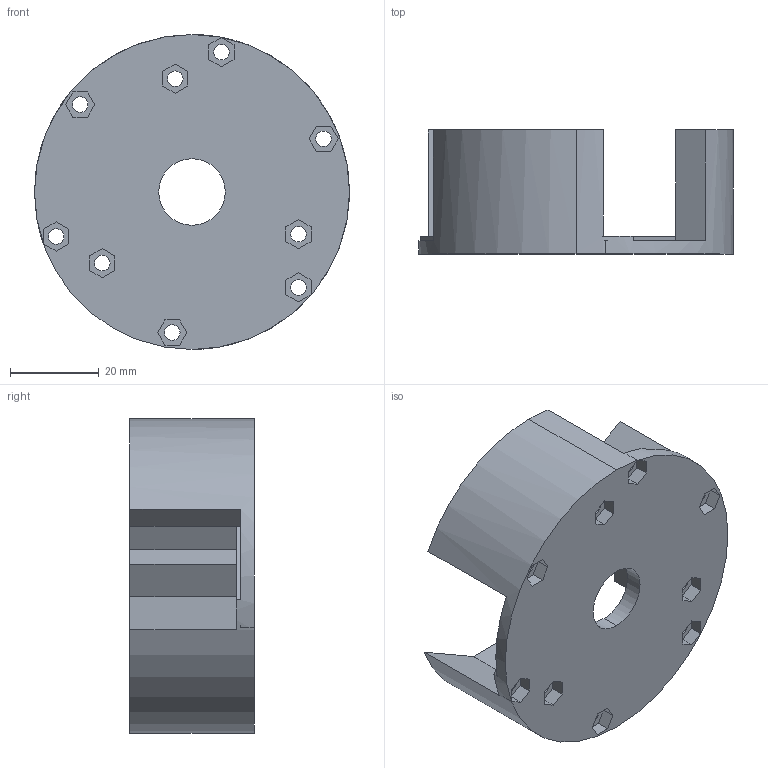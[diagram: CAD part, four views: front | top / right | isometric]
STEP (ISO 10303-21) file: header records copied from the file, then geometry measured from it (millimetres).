
FILE_DESCRIPTION (( 'STEP AP203' ), '1' );
FILE_NAME ('base.STEP', '2022-08-30T10:22:56', ( '' ), ( '' ), 'SwSTEP 2.0', 'SolidWorks 2020', '' );
FILE_SCHEMA (( 'CONFIG_CONTROL_DESIGN' ));
Length unit declared in the file: millimetre
Products named in the file (1): base
Bounding box: 71 x 28 x 71 mm (x, y, z)
Volume: 34872.3 mm3; surface area: 17064.7 mm2
Topology: 1 solids, 1 shells, 111 faces, 297 edges, 197 vertices
Faces by surface type: plane 89, cylinder 22
Entity records: 3557 total; most frequent: CARTESIAN_POINT 606, ORIENTED_EDGE 594, DIRECTION 574, EDGE_CURVE 297, LINE 244, VECTOR 244, VERTEX_POINT 197, AXIS2_PLACEMENT_3D 165
